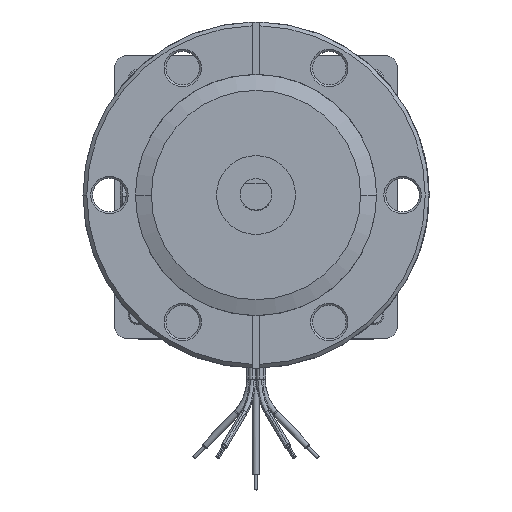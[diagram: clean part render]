
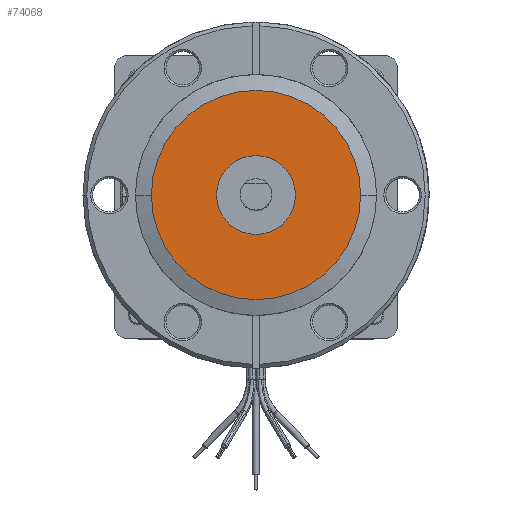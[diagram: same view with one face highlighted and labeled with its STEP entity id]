
A CAD part, top view. The second image highlights one B-rep face of the part: STEP entity #74068.
In plain terms, the highlighted planar face has unit normal (0, 0, 1).
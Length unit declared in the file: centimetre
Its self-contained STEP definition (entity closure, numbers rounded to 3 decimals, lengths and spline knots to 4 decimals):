
#2924 = VERTEX_POINT ( 'NONE', #71197 ) ;
#2937 = VERTEX_POINT ( 'NONE', #71211 ) ;
#2971 = VERTEX_POINT ( 'NONE', #71249 ) ;
#2973 = VERTEX_POINT ( 'NONE', #71250 ) ;
#28487 = EDGE_CURVE ( 'NONE', #2971, #2973, #130699, .T. ) ;
#28592 = EDGE_CURVE ( 'NONE', #2924, #2937, #130762, .T. ) ;
#39473 = FACE_OUTER_BOUND ( 'NONE', #49840, .T. ) ;
#39476 = FACE_BOUND ( 'NONE', #49845, .T. ) ;
#45935 = AXIS2_PLACEMENT_3D ( 'NONE', #118165, #118168, #118170 ) ;
#45965 = AXIS2_PLACEMENT_3D ( 'NONE', #118685, #118687, #118690 ) ;
#49840 = EDGE_LOOP ( 'NONE', ( #142147, #142149 ) ) ;
#49845 = EDGE_LOOP ( 'NONE', ( #142151, #142153 ) ) ;
#55659 = AXIS2_PLACEMENT_3D ( 'NONE', #135444, #135445, #135446 ) ;
#55673 = AXIS2_PLACEMENT_3D ( 'NONE', #135713, #135714, #135715 ) ;
#71197 = CARTESIAN_POINT ( 'NONE',  ( -2.0955, 0., -0.1295 ) ) ;
#71211 = CARTESIAN_POINT ( 'NONE',  ( 2.0955, 0., -0.1295 ) ) ;
#71249 = CARTESIAN_POINT ( 'NONE',  ( 0.7899, 0., -0.1295 ) ) ;
#71250 = CARTESIAN_POINT ( 'NONE',  ( -0.7899, 0., -0.1295 ) ) ;
#74068 = ADVANCED_FACE ( 'NONE', ( #39473, #39476 ), #101392, .T. ) ;
#94817 = AXIS2_PLACEMENT_3D ( 'NONE', #101388, #101397, #101398 ) ;
#101388 = CARTESIAN_POINT ( 'NONE',  ( 0., 2.0955, -0.1295 ) ) ;
#101392 = PLANE ( 'NONE',  #94817 ) ;
#101397 = DIRECTION ( 'NONE',  ( 0., 0., 1. ) ) ;
#101398 = DIRECTION ( 'NONE',  ( 1., 0., 0. ) ) ;
#115187 = CIRCLE ( 'NONE', #45935, 0.7899 ) ;
#115296 = CIRCLE ( 'NONE', #45965, 2.0955 ) ;
#118165 = CARTESIAN_POINT ( 'NONE',  ( 0., 0., -0.1295 ) ) ;
#118168 = DIRECTION ( 'NONE',  ( 0., 0., -1. ) ) ;
#118170 = DIRECTION ( 'NONE',  ( 1., 0., 0. ) ) ;
#118685 = CARTESIAN_POINT ( 'NONE',  ( 0., 0., -0.1295 ) ) ;
#118687 = DIRECTION ( 'NONE',  ( 0., 0., 1. ) ) ;
#118690 = DIRECTION ( 'NONE',  ( -1., 0., 0. ) ) ;
#130699 = CIRCLE ( 'NONE', #55659, 0.7899 ) ;
#130762 = CIRCLE ( 'NONE', #55673, 2.0955 ) ;
#135444 = CARTESIAN_POINT ( 'NONE',  ( 0., 0., -0.1295 ) ) ;
#135445 = DIRECTION ( 'NONE',  ( 0., 0., -1. ) ) ;
#135446 = DIRECTION ( 'NONE',  ( 1., 0., 0. ) ) ;
#135713 = CARTESIAN_POINT ( 'NONE',  ( 0., 0., -0.1295 ) ) ;
#135714 = DIRECTION ( 'NONE',  ( 0., 0., 1. ) ) ;
#135715 = DIRECTION ( 'NONE',  ( -1., 0., 0. ) ) ;
#142147 = ORIENTED_EDGE ( 'NONE', *, *, #28592, .T. ) ;
#142149 = ORIENTED_EDGE ( 'NONE', *, *, #151708, .T. ) ;
#142151 = ORIENTED_EDGE ( 'NONE', *, *, #28487, .T. ) ;
#142153 = ORIENTED_EDGE ( 'NONE', *, *, #151586, .T. ) ;
#151586 = EDGE_CURVE ( 'NONE', #2973, #2971, #115187, .T. ) ;
#151708 = EDGE_CURVE ( 'NONE', #2937, #2924, #115296, .T. ) ;
